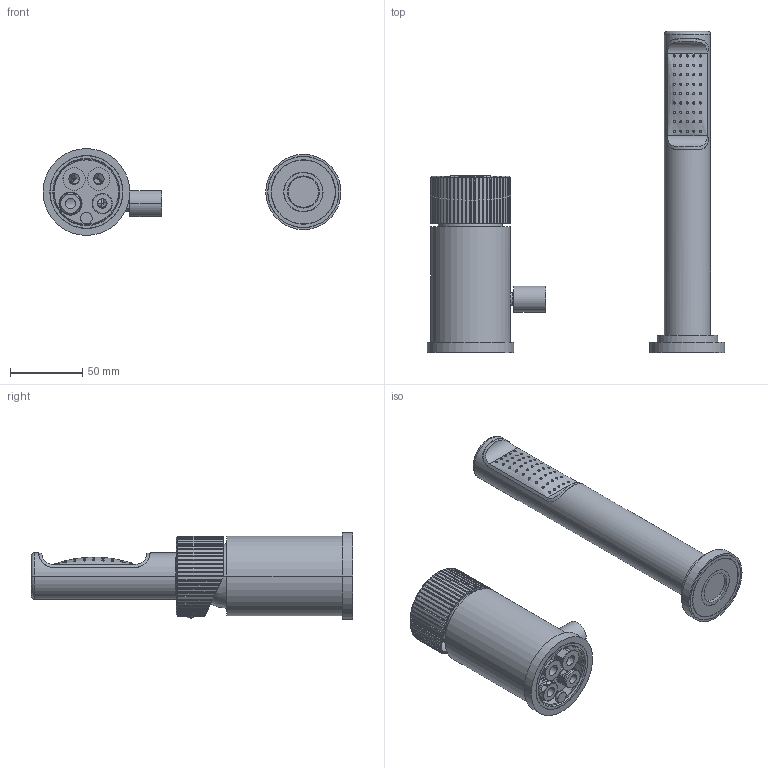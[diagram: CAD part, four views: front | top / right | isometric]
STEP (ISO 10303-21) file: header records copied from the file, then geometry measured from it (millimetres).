
FILE_DESCRIPTION((''),'2;1');
FILE_NAME('JO048CR','2021-02-02T14:47:44',('ut3'),('PAFFONI SpA'),'CREO PARAMETRIC BY PTC INC, 2020044','CREO PARAMETRIC BY PTC INC, 2020044','');
FILE_SCHEMA(('CONFIG_CONTROL_DESIGN','SHAPE_APPEARANCE_LAYERS_GROUPS'));
Length unit declared in the file: millimetre
Products named in the file (1): JO048CR
Bounding box: 206 x 222 x 60 mm (x, y, z)
Volume: 262396.3 mm3; surface area: 128906.8 mm2
Topology: 5 solids, 5 shells, 1873 faces, 5084 edges, 3286 vertices
Faces by surface type: plane 959, cylinder 578, cone 173, bspline 96, torus 63, sphere 4
Entity records: 82721 total; most frequent: CARTESIAN_POINT 26824, ORIENTED_EDGE 10128, DIRECTION 9353, EDGE_CURVE 5064, VERTEX_POINT 3286, AXIS2_PLACEMENT_3D 3176, VECTOR 3001, LINE 3001
